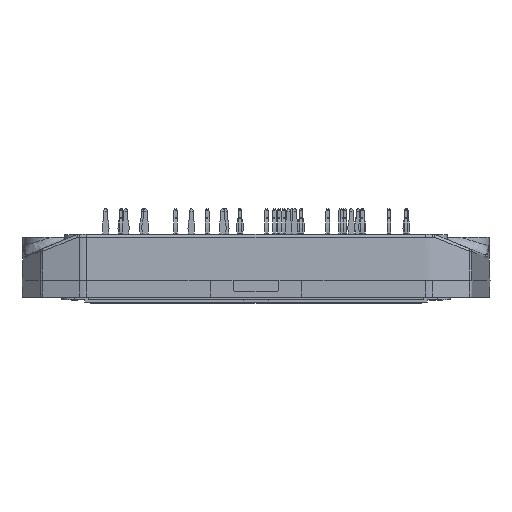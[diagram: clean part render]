
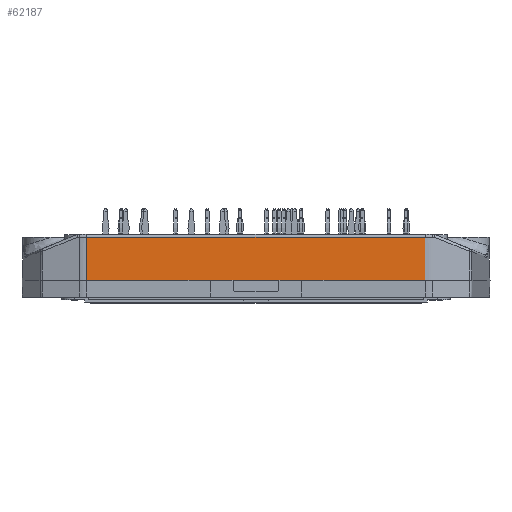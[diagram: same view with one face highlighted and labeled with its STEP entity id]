
A CAD part, front view. The second image highlights one B-rep face of the part: STEP entity #62187.
In plain terms, the highlighted planar face has unit normal (0, -1, 0.026).
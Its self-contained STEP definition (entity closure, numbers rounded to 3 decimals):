
#6860=ORIENTED_EDGE('',*,*,#19371,.F.);
#6861=ORIENTED_EDGE('',*,*,#19372,.T.);
#6862=ORIENTED_EDGE('',*,*,#19106,.F.);
#6863=ORIENTED_EDGE('',*,*,#19373,.F.);
#6864=ORIENTED_EDGE('',*,*,#19374,.T.);
#6865=ORIENTED_EDGE('',*,*,#19375,.T.);
#6866=ORIENTED_EDGE('',*,*,#19359,.T.);
#6867=ORIENTED_EDGE('',*,*,#19376,.F.);
#6868=ORIENTED_EDGE('',*,*,#19354,.F.);
#6869=ORIENTED_EDGE('',*,*,#19093,.F.);
#19093=EDGE_CURVE('',#25480,#25481,#29672,.T.);
#19106=EDGE_CURVE('',#25490,#25491,#29680,.T.);
#19354=EDGE_CURVE('',#25481,#25639,#29800,.T.);
#19359=EDGE_CURVE('',#25643,#25642,#29803,.T.);
#19371=EDGE_CURVE('',#25653,#25480,#29811,.T.);
#19372=EDGE_CURVE('',#25653,#25491,#29812,.F.);
#19373=EDGE_CURVE('',#25654,#25490,#29813,.F.);
#19374=EDGE_CURVE('',#25654,#25655,#29814,.T.);
#19375=EDGE_CURVE('',#25655,#25643,#29815,.T.);
#19376=EDGE_CURVE('',#25639,#25642,#29816,.T.);
#25480=VERTEX_POINT('',#85824);
#25481=VERTEX_POINT('',#85826);
#25490=VERTEX_POINT('',#85859);
#25491=VERTEX_POINT('',#85860);
#25639=VERTEX_POINT('',#86900);
#25642=VERTEX_POINT('',#86907);
#25643=VERTEX_POINT('',#86909);
#25653=VERTEX_POINT('',#87013);
#25654=VERTEX_POINT('',#87016);
#25655=VERTEX_POINT('',#87018);
#29672=LINE('',#85825,#33878);
#29680=LINE('',#85858,#33886);
#29800=LINE('',#86899,#34006);
#29803=LINE('',#86908,#34009);
#29811=LINE('',#87012,#34017);
#29812=LINE('',#87014,#34018);
#29813=LINE('',#87015,#34019);
#29814=LINE('',#87017,#34020);
#29815=LINE('',#87019,#34021);
#29816=LINE('',#87020,#34022);
#33878=VECTOR('',#71627,1000.);
#33886=VECTOR('',#71651,1000.);
#34006=VECTOR('',#72089,1000.);
#34009=VECTOR('',#72096,1000.);
#34017=VECTOR('',#72108,1000.);
#34018=VECTOR('',#72109,1000.);
#34019=VECTOR('',#72110,1000.);
#34020=VECTOR('',#72111,1000.);
#34021=VECTOR('',#72112,1000.);
#34022=VECTOR('',#72113,1000.);
#37955=EDGE_LOOP('',(#6860,#6861,#6862,#6863,#6864,#6865,#6866,#6867,#6868,
#6869));
#40679=FACE_BOUND('',#37955,.T.);
#42935=PLANE('',#65453);
#62187=ADVANCED_FACE('',(#40679),#42935,.T.);
#65453=AXIS2_PLACEMENT_3D('',#87011,#72106,#72107);
#71627=DIRECTION('',(-1.,0.,0.));
#71651=DIRECTION('',(1.,0.,0.));
#72089=DIRECTION('',(-1.,0.,0.));
#72096=DIRECTION('',(1.,0.,0.));
#72106=DIRECTION('',(0.,-1.,0.026));
#72107=DIRECTION('',(0.,0.026,1.));
#72108=DIRECTION('',(-1.,0.,0.));
#72109=DIRECTION('',(0.006,-0.026,-1.));
#72110=DIRECTION('',(-0.006,-0.026,-1.));
#72111=DIRECTION('',(1.,0.,0.));
#72112=DIRECTION('',(1.,0.,0.));
#72113=DIRECTION('',(-1.,0.,0.));
#85824=CARTESIAN_POINT('',(29.513,-30.776,3.));
#85825=CARTESIAN_POINT('',(17.961,-30.776,3.));
#85826=CARTESIAN_POINT('',(8.,-30.776,3.));
#85858=CARTESIAN_POINT('',(27.533,-30.58,10.513));
#85859=CARTESIAN_POINT('',(-29.469,-30.58,10.513));
#85860=CARTESIAN_POINT('',(29.469,-30.58,10.513));
#86899=CARTESIAN_POINT('',(17.961,-30.776,3.));
#86900=CARTESIAN_POINT('',(4.,-30.776,3.));
#86907=CARTESIAN_POINT('',(-4.,-30.776,3.));
#86908=CARTESIAN_POINT('',(-17.961,-30.776,3.));
#86909=CARTESIAN_POINT('',(-8.,-30.776,3.));
#87011=CARTESIAN_POINT('',(17.961,-30.776,3.));
#87012=CARTESIAN_POINT('',(17.961,-30.776,3.));
#87013=CARTESIAN_POINT('',(29.513,-30.776,3.));
#87014=CARTESIAN_POINT('',(29.512,-30.775,3.067));
#87015=CARTESIAN_POINT('',(-29.512,-30.775,3.067));
#87016=CARTESIAN_POINT('',(-29.513,-30.776,3.));
#87017=CARTESIAN_POINT('',(-17.961,-30.776,3.));
#87018=CARTESIAN_POINT('',(-29.513,-30.776,3.));
#87019=CARTESIAN_POINT('',(-17.961,-30.776,3.));
#87020=CARTESIAN_POINT('',(-17.961,-30.776,3.));
